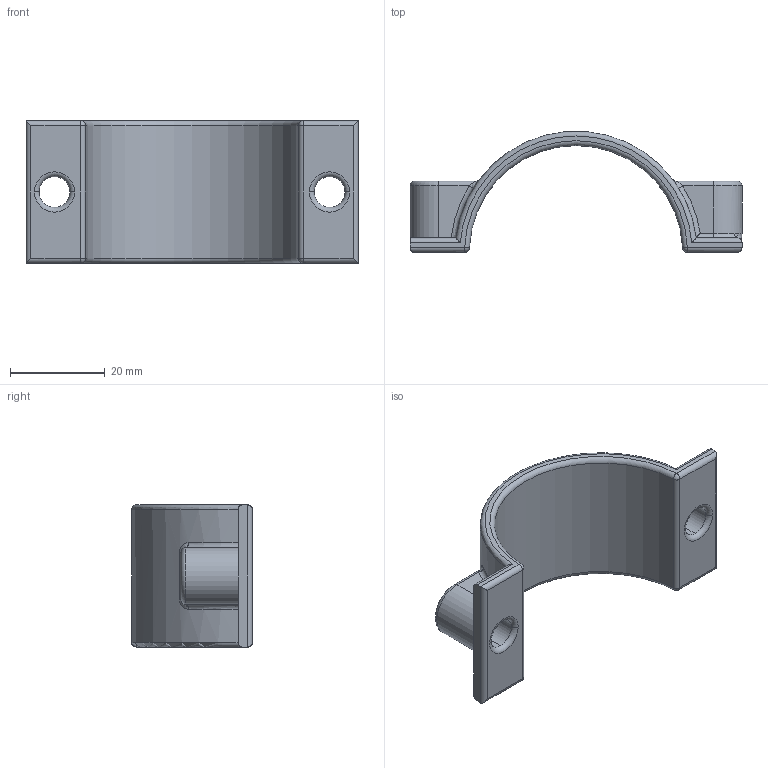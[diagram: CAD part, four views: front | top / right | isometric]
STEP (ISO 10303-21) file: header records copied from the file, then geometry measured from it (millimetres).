
FILE_DESCRIPTION (( 'STEP AP203' ), '1' );
FILE_NAME ('cover_Default_sldprt.STEP', '2025-10-06T18:16:03', ( '' ), ( '' ), 'SwSTEP 2.0', 'SolidWorks 2025', '' );
FILE_SCHEMA (( 'CONFIG_CONTROL_DESIGN' ));
Length unit declared in the file: millimetre
Products named in the file (1): cover_Default_sldprt
Bounding box: 70 x 25.44 x 30 mm (x, y, z)
Volume: 10305.8 mm3; surface area: 7091.8 mm2
Topology: 1 solids, 1 shells, 83 faces, 197 edges, 111 vertices
Faces by surface type: cylinder 31, torus 21, plane 16, bspline 10, sphere 5
Entity records: 3328 total; most frequent: CARTESIAN_POINT 1419, DIRECTION 391, ORIENTED_EDGE 384, EDGE_CURVE 192, AXIS2_PLACEMENT_3D 163, VERTEX_POINT 111, CIRCLE 89, EDGE_LOOP 87
